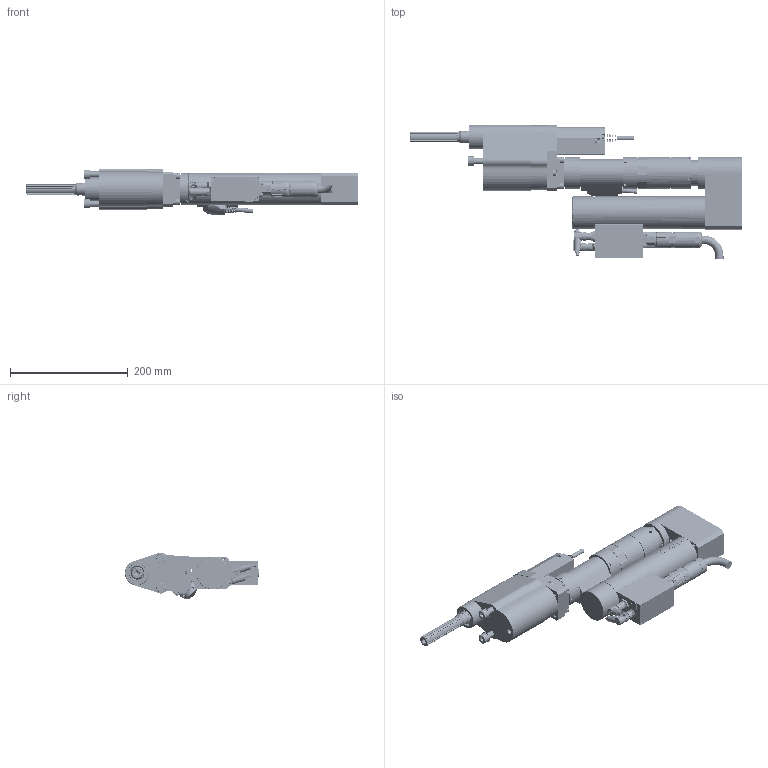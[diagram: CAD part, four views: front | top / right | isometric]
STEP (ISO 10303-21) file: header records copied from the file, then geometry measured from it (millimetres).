
FILE_DESCRIPTION(/* description */ (''),/* implementation_level */ '2;1');
FILE_NAME(/* name */ '2BDU110T2O-A_IAM_001.iam.step',/* time_stamp */ '2021-07-26T07:40:22+02:00',/* author */ ('cideon'),/* organization */ (''),/* preprocessor_version */ 'ST-DEVELOPER v17.2',/* originating_system */ 'Autodesk Inventor 2019',/* authorisation */ '');
FILE_SCHEMA (('AUTOMOTIVE_DESIGN { 1 0 10303 214 3 1 1 }'));
Products named in the file (1): Bauteil5
Bounding box: 564.35 x 228.77 x 79.63 mm (x, y, z)
Volume: 2274795.8 mm3; surface area: 389284.9 mm2
Topology: 4 solids, 4 shells, 5434 faces, 15275 edges, 10059 vertices
Faces by surface type: plane 3271, cylinder 1188, cone 400, bspline 340, torus 215, sphere 20
Full cylindrical faces by diameter (mm): 0.434 x4, 0.6 x32, 1.6 x1, 1.7 x4, 1.83 x4, 2 x1, 2.1 x2, 2.5 x6, 3 x16, 3.2 x2, 3.3 x4, 3.5 x2, 4 x7, 4.02 x2, 4.3 x4, 5 x12, 5.1 x15, 5.5 x8, 5.9 x2, 6 x6, 6.3 x2, 6.8 x1, 7 x10, 7.25 x4, 7.3 x3, 8 x11, 8.5 x6, 8.7 x1, 9 x2, 10 x13
Entity records: 233385 total; most frequent: CARTESIAN_POINT 87190, ORIENTED_EDGE 30480, DIRECTION 28800, EDGE_CURVE 15240, AXIS2_PLACEMENT_3D 10384, VERTEX_POINT 10059, LINE 8032, VECTOR 8032
